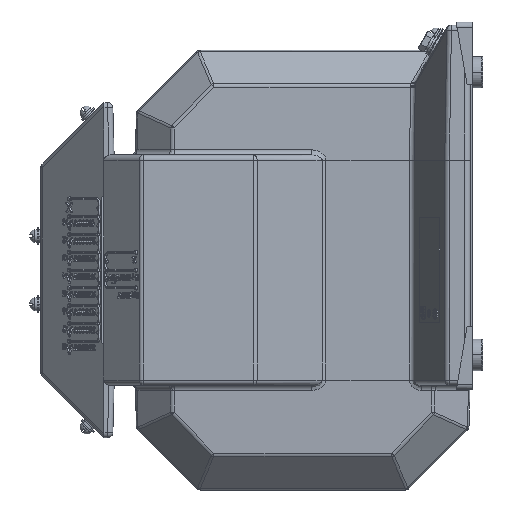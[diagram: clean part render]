
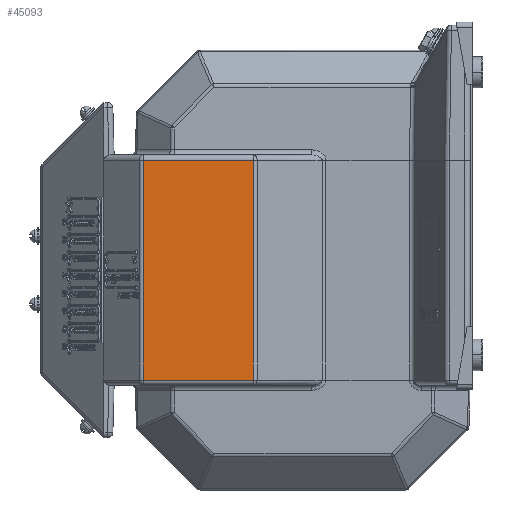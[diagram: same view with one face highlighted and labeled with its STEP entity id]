
A CAD part, left-side view. The second image highlights one B-rep face of the part: STEP entity #45093.
In plain terms, the highlighted planar face has unit normal (-1, 0, 0).
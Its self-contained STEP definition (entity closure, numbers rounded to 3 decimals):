
#1496 = VECTOR ( 'NONE', #52205, 1000. ) ;
#1509 = LINE ( 'NONE', #52221, #1496 ) ;
#1530 = LINE ( 'NONE', #52924, #1539 ) ;
#1539 = VECTOR ( 'NONE', #52898, 1000. ) ;
#9292 = VERTEX_POINT ( 'NONE', #39321 ) ;
#9369 = VERTEX_POINT ( 'NONE', #39408 ) ;
#9370 = VERTEX_POINT ( 'NONE', #39386 ) ;
#9415 = VERTEX_POINT ( 'NONE', #39461 ) ;
#12047 = AXIS2_PLACEMENT_3D ( 'NONE', #15907, #15979, #15998 ) ;
#13270 = ORIENTED_EDGE ( 'NONE', *, *, #27241, .T. ) ;
#13293 = ORIENTED_EDGE ( 'NONE', *, *, #27315, .F. ) ;
#13303 = ORIENTED_EDGE ( 'NONE', *, *, #27304, .T. ) ;
#13320 = ORIENTED_EDGE ( 'NONE', *, *, #27263, .T. ) ;
#15874 = PLANE ( 'NONE',  #12047 ) ;
#15907 = CARTESIAN_POINT ( 'NONE',  ( -135., 52.401, 110. ) ) ;
#15979 = DIRECTION ( 'NONE',  ( 1., 0., 0. ) ) ;
#15998 = DIRECTION ( 'NONE',  ( 0., 0., 1. ) ) ;
#18825 = VECTOR ( 'NONE', #53053, 1000. ) ;
#18827 = VECTOR ( 'NONE', #53027, 1000. ) ;
#18844 = LINE ( 'NONE', #53018, #18825 ) ;
#18856 = LINE ( 'NONE', #53063, #18827 ) ;
#27241 = EDGE_CURVE ( 'NONE', #9292, #9370, #1509, .T. ) ;
#27263 = EDGE_CURVE ( 'NONE', #9370, #9369, #1530, .T. ) ;
#27304 = EDGE_CURVE ( 'NONE', #9369, #9415, #18844, .T. ) ;
#27315 = EDGE_CURVE ( 'NONE', #9292, #9415, #18856, .T. ) ;
#28590 = FACE_OUTER_BOUND ( 'NONE', #48196, .T. ) ;
#39321 = CARTESIAN_POINT ( 'NONE',  ( -135., 50.33, 105. ) ) ;
#39386 = CARTESIAN_POINT ( 'NONE',  ( -135., 50.33, -105. ) ) ;
#39408 = CARTESIAN_POINT ( 'NONE',  ( -135., -55.028, -105. ) ) ;
#39461 = CARTESIAN_POINT ( 'NONE',  ( -135., -55.028, 105. ) ) ;
#45093 = ADVANCED_FACE ( 'NONE', ( #28590 ), #15874, .F. ) ;
#48196 = EDGE_LOOP ( 'NONE', ( #13293, #13270, #13320, #13303 ) ) ;
#52205 = DIRECTION ( 'NONE',  ( 0., 0., -1. ) ) ;
#52221 = CARTESIAN_POINT ( 'NONE',  ( -135., 50.33, 110. ) ) ;
#52898 = DIRECTION ( 'NONE',  ( 0., -1., 0. ) ) ;
#52924 = CARTESIAN_POINT ( 'NONE',  ( -135., 52.401, -105. ) ) ;
#53018 = CARTESIAN_POINT ( 'NONE',  ( -135., -55.028, 110. ) ) ;
#53027 = DIRECTION ( 'NONE',  ( 0., -1., 0. ) ) ;
#53053 = DIRECTION ( 'NONE',  ( 0., 0., 1. ) ) ;
#53063 = CARTESIAN_POINT ( 'NONE',  ( -135., 52.401, 105. ) ) ;
